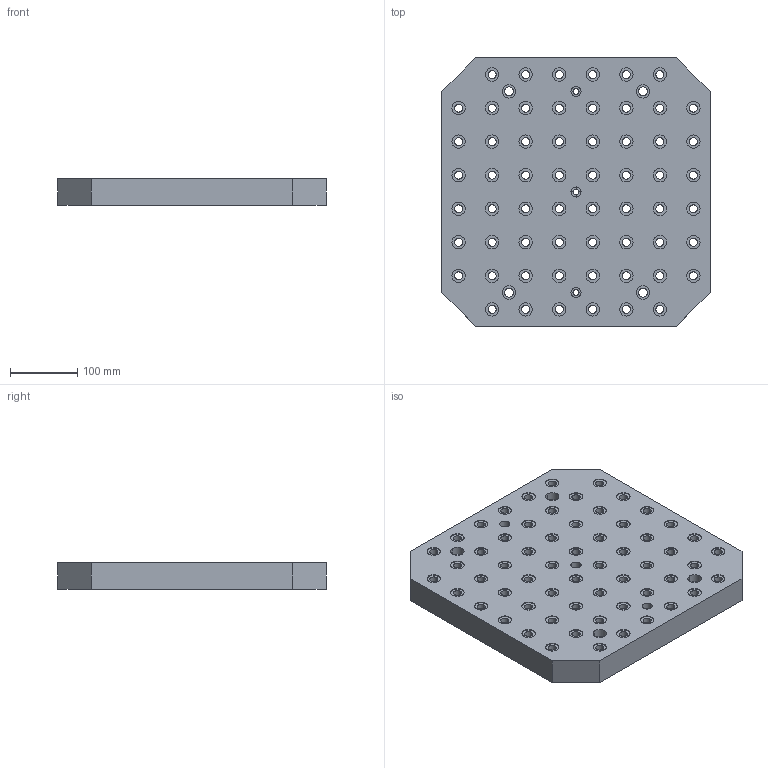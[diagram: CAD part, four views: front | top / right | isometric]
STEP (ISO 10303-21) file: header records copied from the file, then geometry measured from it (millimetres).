
FILE_DESCRIPTION(('STEP AP214'),'1');
FILE_NAME('HALDERV_EH_1500_200.stp','2017-08-29T05:55:42',('TraceParts'),('TraceParts S.A.'),'Spatial InterOp 3D',' ',' ');
FILE_SCHEMA(('automotive_design'));
Length unit declared in the file: millimetre
Products named in the file (1): HALDERV_EH_1500_200
Bounding box: 400 x 400 x 40 mm (x, y, z)
Volume: 5866437.8 mm3; surface area: 459011.2 mm2
Topology: 1 solids, 1 shells, 354 faces, 846 edges, 564 vertices
Faces by surface type: cylinder 274, plane 80
Entity records: 13702 total; most frequent: DIRECTION 2104, CARTESIAN_POINT 1765, ORIENTED_EDGE 1692, AXIS2_PLACEMENT_3D 903, EDGE_CURVE 846, VERTEX_POINT 564, EDGE_LOOP 558, CIRCLE 548
